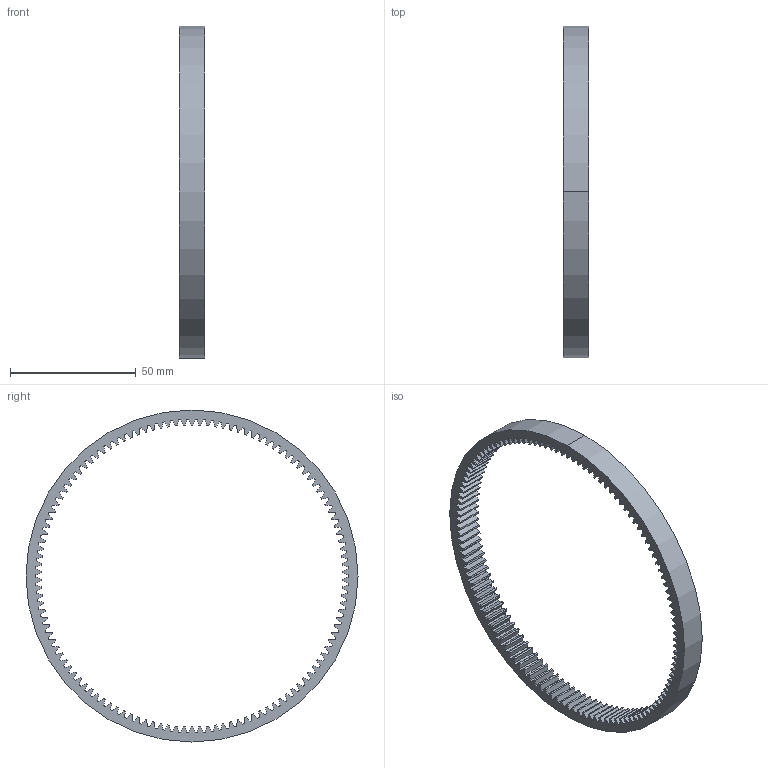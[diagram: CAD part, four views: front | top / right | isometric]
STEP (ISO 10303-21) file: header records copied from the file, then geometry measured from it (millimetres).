
FILE_DESCRIPTION (( 'STEP AP203' ), '1' );
FILE_NAME ('riemen_2.STEP', '2025-11-05T14:36:46', ( '' ), ( '' ), 'SwSTEP 2.0', 'SolidWorks 2024', '' );
FILE_SCHEMA (( 'CONFIG_CONTROL_DESIGN' ));
Length unit declared in the file: millimetre
Products named in the file (2): riemen_2; internal spur gear_din_DIN - Internal spur gear 1M 122T 20PA 10FW ---S122S132OD 1AF
Assembly tree (1 placements, depth 2):
  riemen_2
    internal spur gear_din_DIN - Internal spur gear 1M 122T 20PA 10FW ---S122S132OD 1AF
Bounding box: 10 x 132 x 132 mm (x, y, z)
Volume: 19205.1 mm3; surface area: 15651.4 mm2
Topology: 1 solids, 1 shells, 497 faces, 1485 edges, 990 vertices
Faces by surface type: cylinder 495, plane 2
Entity records: 17549 total; most frequent: DIRECTION 3477, CARTESIAN_POINT 2976, ORIENTED_EDGE 2970, AXIS2_PLACEMENT_3D 1491, EDGE_CURVE 1485, VERTEX_POINT 990, CIRCLE 990, EDGE_LOOP 499
